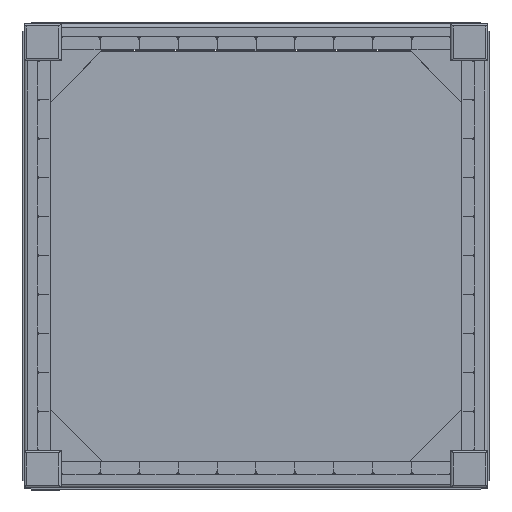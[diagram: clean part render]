
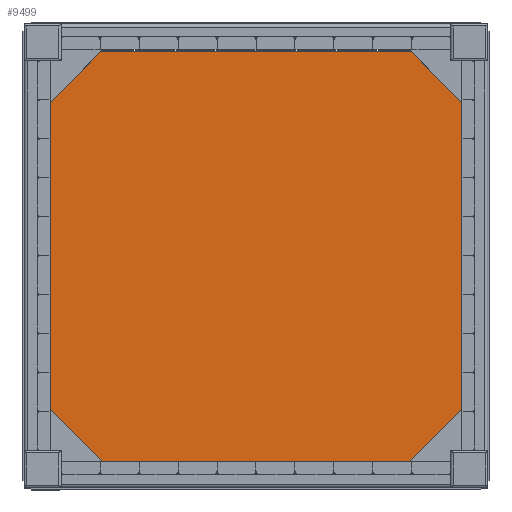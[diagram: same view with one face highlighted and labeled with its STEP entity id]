
A CAD part, top view. The second image highlights one B-rep face of the part: STEP entity #9499.
In plain terms, the highlighted planar face has unit normal (0, 0, 1).
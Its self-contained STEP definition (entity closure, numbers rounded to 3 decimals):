
#572=PLANE('',#10334);
#1118=FACE_OUTER_BOUND('',#1680,.T.);
#1680=EDGE_LOOP('',(#7630,#7631,#7632,#7633,#7634,#7635,#7636,#7637,#7638,
#7639,#7640,#7641));
#2548=LINE('',#14904,#3560);
#2549=LINE('',#14906,#3561);
#2550=LINE('',#14908,#3562);
#2551=LINE('',#14910,#3563);
#2552=LINE('',#14912,#3564);
#2553=LINE('',#14914,#3565);
#2554=LINE('',#14916,#3566);
#2555=LINE('',#14918,#3567);
#2556=LINE('',#14920,#3568);
#2557=LINE('',#14922,#3569);
#2558=LINE('',#14924,#3570);
#2559=LINE('',#14925,#3571);
#3560=VECTOR('',#12350,10.);
#3561=VECTOR('',#12351,10.);
#3562=VECTOR('',#12352,10.);
#3563=VECTOR('',#12353,10.);
#3564=VECTOR('',#12354,10.);
#3565=VECTOR('',#12355,10.);
#3566=VECTOR('',#12356,10.);
#3567=VECTOR('',#12357,10.);
#3568=VECTOR('',#12358,10.);
#3569=VECTOR('',#12359,10.);
#3570=VECTOR('',#12360,10.);
#3571=VECTOR('',#12361,10.);
#4458=VERTEX_POINT('',#14902);
#4459=VERTEX_POINT('',#14903);
#4460=VERTEX_POINT('',#14905);
#4461=VERTEX_POINT('',#14907);
#4462=VERTEX_POINT('',#14909);
#4463=VERTEX_POINT('',#14911);
#4464=VERTEX_POINT('',#14913);
#4465=VERTEX_POINT('',#14915);
#4466=VERTEX_POINT('',#14917);
#4467=VERTEX_POINT('',#14919);
#4468=VERTEX_POINT('',#14921);
#4469=VERTEX_POINT('',#14923);
#5556=EDGE_CURVE('',#4458,#4459,#2548,.T.);
#5557=EDGE_CURVE('',#4459,#4460,#2549,.T.);
#5558=EDGE_CURVE('',#4460,#4461,#2550,.T.);
#5559=EDGE_CURVE('',#4461,#4462,#2551,.T.);
#5560=EDGE_CURVE('',#4462,#4463,#2552,.T.);
#5561=EDGE_CURVE('',#4463,#4464,#2553,.T.);
#5562=EDGE_CURVE('',#4464,#4465,#2554,.T.);
#5563=EDGE_CURVE('',#4465,#4466,#2555,.T.);
#5564=EDGE_CURVE('',#4466,#4467,#2556,.T.);
#5565=EDGE_CURVE('',#4467,#4468,#2557,.T.);
#5566=EDGE_CURVE('',#4468,#4469,#2558,.T.);
#5567=EDGE_CURVE('',#4469,#4458,#2559,.T.);
#7630=ORIENTED_EDGE('',*,*,#5556,.T.);
#7631=ORIENTED_EDGE('',*,*,#5557,.T.);
#7632=ORIENTED_EDGE('',*,*,#5558,.T.);
#7633=ORIENTED_EDGE('',*,*,#5559,.T.);
#7634=ORIENTED_EDGE('',*,*,#5560,.T.);
#7635=ORIENTED_EDGE('',*,*,#5561,.T.);
#7636=ORIENTED_EDGE('',*,*,#5562,.T.);
#7637=ORIENTED_EDGE('',*,*,#5563,.T.);
#7638=ORIENTED_EDGE('',*,*,#5564,.T.);
#7639=ORIENTED_EDGE('',*,*,#5565,.T.);
#7640=ORIENTED_EDGE('',*,*,#5566,.T.);
#7641=ORIENTED_EDGE('',*,*,#5567,.T.);
#9499=ADVANCED_FACE('',(#1118),#572,.T.);
#10334=AXIS2_PLACEMENT_3D('',#14901,#12348,#12349);
#12348=DIRECTION('center_axis',(0.,0.,
1.));
#12349=DIRECTION('ref_axis',(1.,0.,0.));
#12350=DIRECTION('',(0.,1.,0.));
#12351=DIRECTION('',(-1.,0.,0.));
#12352=DIRECTION('',(0.,-1.,0.));
#12353=DIRECTION('',(-1.,0.,0.));
#12354=DIRECTION('',(0.,-1.,0.));
#12355=DIRECTION('',(1.,0.,0.));
#12356=DIRECTION('',(0.,-1.,0.));
#12357=DIRECTION('',(1.,0.,0.));
#12358=DIRECTION('',(0.,1.,0.));
#12359=DIRECTION('',(1.,0.,0.));
#12360=DIRECTION('',(0.,1.,0.));
#12361=DIRECTION('',(-1.,0.,0.));
#14901=CARTESIAN_POINT('Origin',(0.,0.,
-265.));
#14902=CARTESIAN_POINT('',(522.5,522.5,-265.));
#14903=CARTESIAN_POINT('',(522.5,552.5,-265.));
#14904=CARTESIAN_POINT('',(522.5,261.25,-265.));
#14905=CARTESIAN_POINT('',(-522.5,552.5,-265.));
#14906=CARTESIAN_POINT('',(552.5,552.5,-265.));
#14907=CARTESIAN_POINT('',(-522.5,522.5,-265.));
#14908=CARTESIAN_POINT('',(-522.5,276.25,-265.));
#14909=CARTESIAN_POINT('',(-552.5,522.5,-265.));
#14910=CARTESIAN_POINT('',(-261.25,522.5,-265.));
#14911=CARTESIAN_POINT('',(-552.5,-522.5,-265.));
#14912=CARTESIAN_POINT('',(-552.5,552.5,-265.));
#14913=CARTESIAN_POINT('',(-522.5,-522.5,-265.));
#14914=CARTESIAN_POINT('',(-276.25,-522.5,-265.));
#14915=CARTESIAN_POINT('',(-522.5,-552.5,-265.));
#14916=CARTESIAN_POINT('',(-522.5,-261.25,-265.));
#14917=CARTESIAN_POINT('',(522.5,-552.5,-265.));
#14918=CARTESIAN_POINT('',(-552.5,-552.5,-265.));
#14919=CARTESIAN_POINT('',(522.5,-522.5,-265.));
#14920=CARTESIAN_POINT('',(522.5,-276.25,-265.));
#14921=CARTESIAN_POINT('',(552.5,-522.5,-265.));
#14922=CARTESIAN_POINT('',(261.25,-522.5,-265.));
#14923=CARTESIAN_POINT('',(552.5,522.5,-265.));
#14924=CARTESIAN_POINT('',(552.5,-552.5,-265.));
#14925=CARTESIAN_POINT('',(276.25,522.5,-265.));
